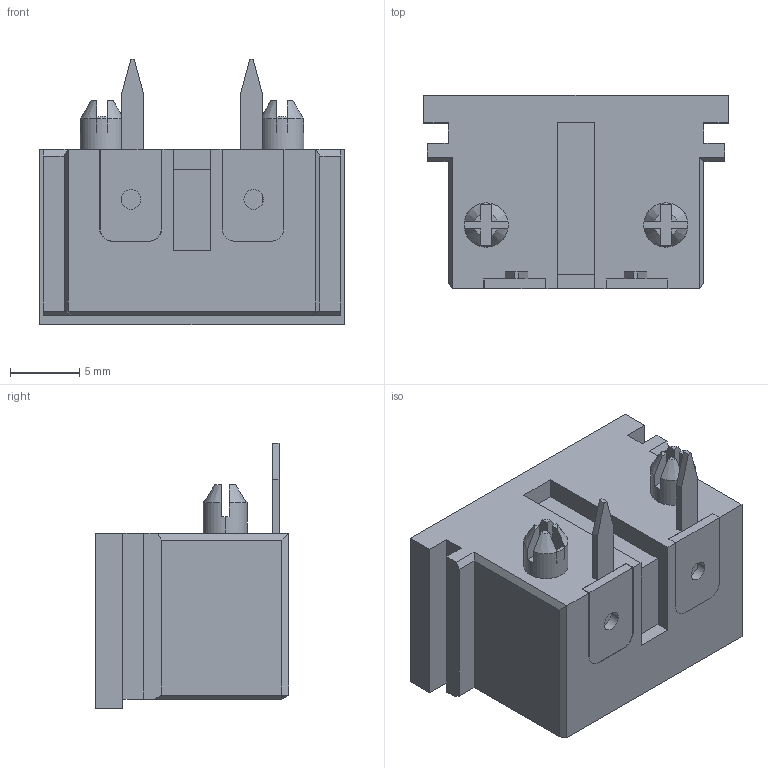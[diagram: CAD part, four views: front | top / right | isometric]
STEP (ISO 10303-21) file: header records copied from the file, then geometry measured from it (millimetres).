
FILE_DESCRIPTION (( 'STEP AP214' ), '1' );
FILE_NAME ('IEC C8 Connector 2 PIN.STEP', '2017-08-31T06:13:55', ( '' ), ( '' ), 'SwSTEP 2.0', 'SolidWorks 2017', '' );
FILE_SCHEMA (( 'AUTOMOTIVE_DESIGN' ));
Length unit declared in the file: millimetre
Products named in the file (4): IEC C8 Connector 2 PIN; Part3; C8 pin 1; IEC C8 Connector
Assembly tree (5 placements, depth 2):
  IEC C8 Connector 2 PIN
    IEC C8 Connector
    C8 pin 1  x2
    Part3  x2
Bounding box: 22 x 14 x 19.2 mm (x, y, z)
Volume: 2101 mm3; surface area: 2462 mm2
Topology: 5 solids, 5 shells, 165 faces, 428 edges, 280 vertices
Faces by surface type: plane 124, cylinder 33, cone 8
Entity records: 5899 total; most frequent: CARTESIAN_POINT 869, ORIENTED_EDGE 772, DIRECTION 754, EDGE_CURVE 386, LINE 288, VECTOR 288, VERTEX_POINT 252, AXIS2_PLACEMENT_3D 233
